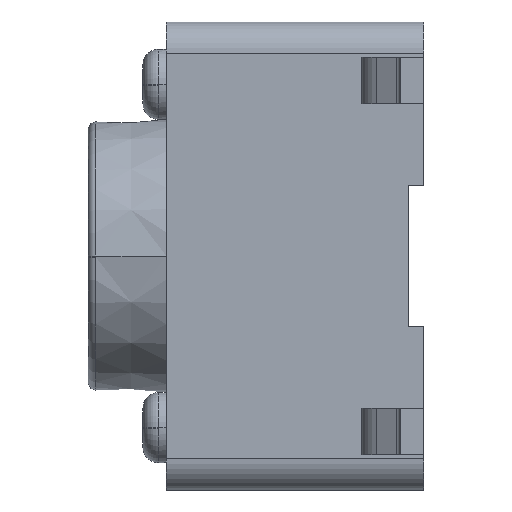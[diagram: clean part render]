
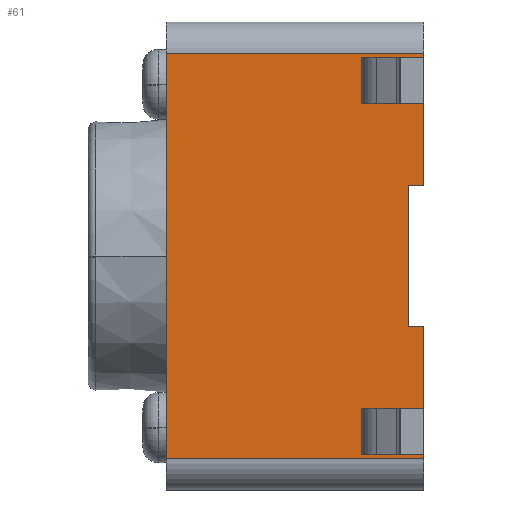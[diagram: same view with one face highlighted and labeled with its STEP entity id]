
A CAD part, left-side view. The second image highlights one B-rep face of the part: STEP entity #61.
In plain terms, the highlighted planar face has unit normal (-1, 0, 0).
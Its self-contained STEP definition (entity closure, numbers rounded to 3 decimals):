
#61=ADVANCED_FACE('',(#622,#623,#624),#625,.T.);
#622=FACE_OUTER_BOUND('',#1741,.T.);
#623=FACE_BOUND('',#1742,.T.);
#624=FACE_BOUND('',#1743,.T.);
#625=PLANE('',#1744);
#1741=EDGE_LOOP('',(#2947,#2948,#2949,#2950,#2951,#2952,#2953,#2954));
#1742=EDGE_LOOP('',(#2955,#2956,#2957,#2958));
#1743=EDGE_LOOP('',(#2959,#2960,#2961,#2962));
#1744=AXIS2_PLACEMENT_3D('',#2963,#2964,#2965);
#2947=ORIENTED_EDGE('',*,*,#7600,.F.);
#2948=ORIENTED_EDGE('',*,*,#7595,.T.);
#2949=ORIENTED_EDGE('',*,*,#7601,.F.);
#2950=ORIENTED_EDGE('',*,*,#7602,.F.);
#2951=ORIENTED_EDGE('',*,*,#7603,.T.);
#2952=ORIENTED_EDGE('',*,*,#7577,.T.);
#2953=ORIENTED_EDGE('',*,*,#7599,.T.);
#2954=ORIENTED_EDGE('',*,*,#7604,.T.);
#2955=ORIENTED_EDGE('',*,*,#7605,.T.);
#2956=ORIENTED_EDGE('',*,*,#7606,.T.);
#2957=ORIENTED_EDGE('',*,*,#7607,.F.);
#2958=ORIENTED_EDGE('',*,*,#7608,.F.);
#2959=ORIENTED_EDGE('',*,*,#7609,.T.);
#2960=ORIENTED_EDGE('',*,*,#7610,.F.);
#2961=ORIENTED_EDGE('',*,*,#7611,.F.);
#2962=ORIENTED_EDGE('',*,*,#7612,.T.);
#2963=CARTESIAN_POINT('',(-3.0,0.0,-3.0));
#2964=DIRECTION('',(-1.0,0.0,0.0));
#2965=DIRECTION('',(0.0,0.0,1.0));
#7577=EDGE_CURVE('',#9157,#9158,#9159,.T.);
#7595=EDGE_CURVE('',#9194,#9192,#9195,.T.);
#7599=EDGE_CURVE('',#9158,#9199,#9201,.T.);
#7600=EDGE_CURVE('',#9194,#9202,#9203,.T.);
#7601=EDGE_CURVE('',#9204,#9192,#9205,.T.);
#7602=EDGE_CURVE('',#9206,#9204,#9207,.T.);
#7603=EDGE_CURVE('',#9206,#9157,#9208,.T.);
#7604=EDGE_CURVE('',#9199,#9202,#9209,.T.);
#7605=EDGE_CURVE('',#9210,#9211,#9212,.T.);
#7606=EDGE_CURVE('',#9211,#9213,#9214,.T.);
#7607=EDGE_CURVE('',#9215,#9213,#9216,.T.);
#7608=EDGE_CURVE('',#9210,#9215,#9217,.T.);
#7609=EDGE_CURVE('',#9218,#9219,#9220,.T.);
#7610=EDGE_CURVE('',#9221,#9219,#9222,.T.);
#7611=EDGE_CURVE('',#9223,#9221,#9224,.T.);
#7612=EDGE_CURVE('',#9223,#9218,#9225,.T.);
#9157=VERTEX_POINT('',#11711);
#9158=VERTEX_POINT('',#11712);
#9159=LINE('',#11713,#11714);
#9192=VERTEX_POINT('',#11760);
#9194=VERTEX_POINT('',#11762);
#9195=LINE('',#11763,#11764);
#9199=VERTEX_POINT('',#11770);
#9201=LINE('',#11773,#11774);
#9202=VERTEX_POINT('',#11775);
#9203=LINE('',#11776,#11777);
#9204=VERTEX_POINT('',#11778);
#9205=LINE('',#11779,#11780);
#9206=VERTEX_POINT('',#11781);
#9207=LINE('',#11782,#11783);
#9208=LINE('',#11784,#11785);
#9209=LINE('',#11786,#11787);
#9210=VERTEX_POINT('',#11788);
#9211=VERTEX_POINT('',#11789);
#9212=LINE('',#11790,#11791);
#9213=VERTEX_POINT('',#11792);
#9214=LINE('',#11793,#11794);
#9215=VERTEX_POINT('',#11795);
#9216=LINE('',#11796,#11797);
#9217=LINE('',#11798,#11799);
#9218=VERTEX_POINT('',#11800);
#9219=VERTEX_POINT('',#11801);
#9220=LINE('',#11802,#11803);
#9221=VERTEX_POINT('',#11804);
#9222=LINE('',#11805,#11806);
#9223=VERTEX_POINT('',#11807);
#9224=LINE('',#11808,#11809);
#9225=LINE('',#11810,#11811);
#11711=CARTESIAN_POINT('',(-3.0,0.0,-2.6));
#11712=CARTESIAN_POINT('',(-3.0,0.0,-0.9));
#11713=CARTESIAN_POINT('',(-3.0,0.0,-2.6));
#11714=VECTOR('',#15707,1.7);
#11760=CARTESIAN_POINT('',(-3.0,0.0,2.6));
#11762=CARTESIAN_POINT('',(-3.0,0.0,0.9));
#11763=CARTESIAN_POINT('',(-3.0,0.0,0.9));
#11764=VECTOR('',#15733,1.7);
#11770=CARTESIAN_POINT('',(-3.0,0.2,-0.9));
#11773=CARTESIAN_POINT('',(-3.0,0.0,-0.9));
#11774=VECTOR('',#15737,0.2);
#11775=CARTESIAN_POINT('',(-3.0,0.2,0.9));
#11776=CARTESIAN_POINT('',(-3.0,0.0,0.9));
#11777=VECTOR('',#15738,0.2);
#11778=CARTESIAN_POINT('',(-3.0,3.3,2.6));
#11779=CARTESIAN_POINT('',(-3.0,3.3,2.6));
#11780=VECTOR('',#15739,3.3);
#11781=CARTESIAN_POINT('',(-3.0,3.3,-2.6));
#11782=CARTESIAN_POINT('',(-3.0,3.3,-2.6));
#11783=VECTOR('',#15740,5.2);
#11784=CARTESIAN_POINT('',(-3.0,3.3,-2.6));
#11785=VECTOR('',#15741,3.3);
#11786=CARTESIAN_POINT('',(-3.0,0.2,-0.9));
#11787=VECTOR('',#15742,1.8);
#11788=CARTESIAN_POINT('',(-3.0,0.5,-1.95));
#11789=CARTESIAN_POINT('',(-3.0,0.5,-2.55));
#11790=CARTESIAN_POINT('',(-3.0,0.5,-1.95));
#11791=VECTOR('',#15743,0.6);
#11792=CARTESIAN_POINT('',(-3.0,0.8,-2.55));
#11793=CARTESIAN_POINT('',(-3.0,0.5,-2.55));
#11794=VECTOR('',#15744,0.3);
#11795=CARTESIAN_POINT('',(-3.0,0.8,-1.95));
#11796=CARTESIAN_POINT('',(-3.0,0.8,-1.95));
#11797=VECTOR('',#15745,0.6);
#11798=CARTESIAN_POINT('',(-3.0,0.5,-1.95));
#11799=VECTOR('',#15746,0.3);
#11800=CARTESIAN_POINT('',(-3.0,0.8,1.95));
#11801=CARTESIAN_POINT('',(-3.0,0.8,2.55));
#11802=CARTESIAN_POINT('',(-3.0,0.8,1.95));
#11803=VECTOR('',#15747,0.6);
#11804=CARTESIAN_POINT('',(-3.0,0.5,2.55));
#11805=CARTESIAN_POINT('',(-3.0,0.5,2.55));
#11806=VECTOR('',#15748,0.3);
#11807=CARTESIAN_POINT('',(-3.0,0.5,1.95));
#11808=CARTESIAN_POINT('',(-3.0,0.5,1.95));
#11809=VECTOR('',#15749,0.6);
#11810=CARTESIAN_POINT('',(-3.0,0.5,1.95));
#11811=VECTOR('',#15750,0.3);
#15707=DIRECTION('',(0.0,0.0,1.0));
#15733=DIRECTION('',(0.0,0.0,1.0));
#15737=DIRECTION('',(0.0,1.0,0.0));
#15738=DIRECTION('',(0.0,1.0,0.0));
#15739=DIRECTION('',(0.0,-1.0,0.0));
#15740=DIRECTION('',(0.0,0.0,1.0));
#15741=DIRECTION('',(0.0,-1.0,0.0));
#15742=DIRECTION('',(0.0,0.0,1.0));
#15743=DIRECTION('',(0.0,0.0,-1.0));
#15744=DIRECTION('',(0.0,1.0,0.0));
#15745=DIRECTION('',(0.0,0.0,-1.0));
#15746=DIRECTION('',(0.0,1.0,0.0));
#15747=DIRECTION('',(0.0,0.0,1.0));
#15748=DIRECTION('',(0.0,1.0,0.0));
#15749=DIRECTION('',(0.0,0.0,1.0));
#15750=DIRECTION('',(0.0,1.0,0.0));
